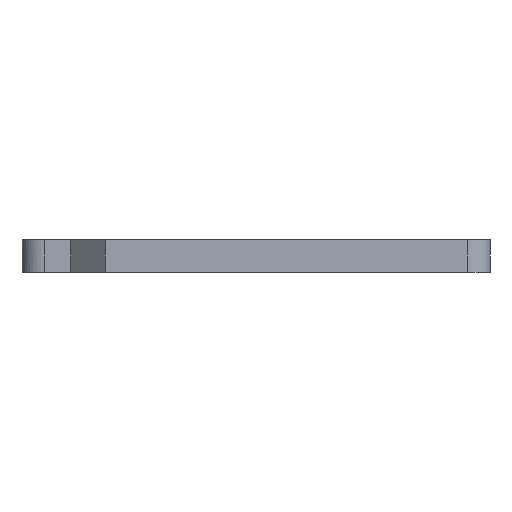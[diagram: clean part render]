
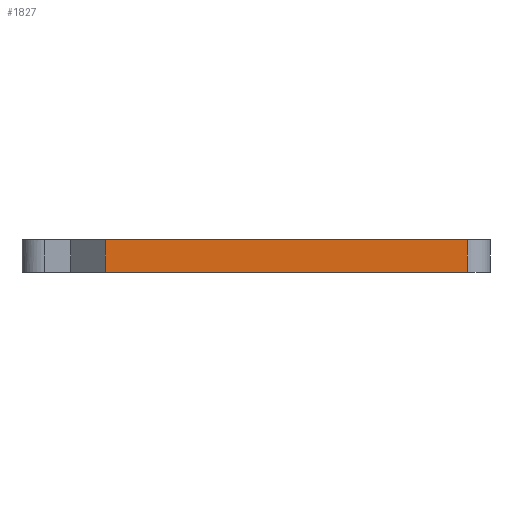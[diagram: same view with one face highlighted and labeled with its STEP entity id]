
A CAD part, front view. The second image highlights one B-rep face of the part: STEP entity #1827.
In plain terms, the highlighted planar face has unit normal (0, -1, 0).
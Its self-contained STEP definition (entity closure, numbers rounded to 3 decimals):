
#69 = CARTESIAN_POINT ( 'NONE',  ( 21.573, -42.377, 3.55 ) ) ;
#94 = ORIENTED_EDGE ( 'NONE', *, *, #3089, .T. ) ;
#153 = VERTEX_POINT ( 'NONE', #3005 ) ;
#283 = AXIS2_PLACEMENT_3D ( 'NONE', #1303, #556, #1042 ) ;
#556 = DIRECTION ( 'NONE',  ( 0., 1., 0. ) ) ;
#587 = PLANE ( 'NONE',  #283 ) ;
#631 = LINE ( 'NONE', #2152, #682 ) ;
#682 = VECTOR ( 'NONE', #1200, 1000. ) ;
#684 = LINE ( 'NONE', #1402, #3021 ) ;
#829 = LINE ( 'NONE', #1863, #1060 ) ;
#892 = DIRECTION ( 'NONE',  ( 1., 0., 0. ) ) ;
#1042 = DIRECTION ( 'NONE',  ( -1., 0., 0. ) ) ;
#1060 = VECTOR ( 'NONE', #1549, 1000. ) ;
#1200 = DIRECTION ( 'NONE',  ( 0., 0., -1. ) ) ;
#1232 = ORIENTED_EDGE ( 'NONE', *, *, #2137, .F. ) ;
#1261 = ORIENTED_EDGE ( 'NONE', *, *, #1579, .F. ) ;
#1275 = VERTEX_POINT ( 'NONE', #2440 ) ;
#1303 = CARTESIAN_POINT ( 'NONE',  ( -17.919, -42.377, 5. ) ) ;
#1402 = CARTESIAN_POINT ( 'NONE',  ( -17.919, -42.377, 3.55 ) ) ;
#1549 = DIRECTION ( 'NONE',  ( 1., 0., 0. ) ) ;
#1579 = EDGE_CURVE ( 'NONE', #153, #1912, #684, .T. ) ;
#1827 = ADVANCED_FACE ( 'NONE', ( #3031 ), #587, .F. ) ;
#1863 = CARTESIAN_POINT ( 'NONE',  ( -17.919, -42.377, 0. ) ) ;
#1912 = VERTEX_POINT ( 'NONE', #69 ) ;
#2137 = EDGE_CURVE ( 'NONE', #1912, #1275, #2290, .T. ) ;
#2152 = CARTESIAN_POINT ( 'NONE',  ( -17.919, -42.377, 5. ) ) ;
#2290 = LINE ( 'NONE', #2599, #3061 ) ;
#2440 = CARTESIAN_POINT ( 'NONE',  ( 21.573, -42.377, 0. ) ) ;
#2599 = CARTESIAN_POINT ( 'NONE',  ( 21.573, -42.377, 5. ) ) ;
#2675 = EDGE_LOOP ( 'NONE', ( #94, #2682, #1232, #1261 ) ) ;
#2682 = ORIENTED_EDGE ( 'NONE', *, *, #2946, .T. ) ;
#2786 = CARTESIAN_POINT ( 'NONE',  ( -17.919, -42.377, 0. ) ) ;
#2812 = VERTEX_POINT ( 'NONE', #2786 ) ;
#2946 = EDGE_CURVE ( 'NONE', #2812, #1275, #829, .T. ) ;
#3005 = CARTESIAN_POINT ( 'NONE',  ( -17.919, -42.377, 3.55 ) ) ;
#3021 = VECTOR ( 'NONE', #892, 1000. ) ;
#3031 = FACE_OUTER_BOUND ( 'NONE', #2675, .T. ) ;
#3061 = VECTOR ( 'NONE', #3072, 1000. ) ;
#3072 = DIRECTION ( 'NONE',  ( 0., 0., -1. ) ) ;
#3089 = EDGE_CURVE ( 'NONE', #153, #2812, #631, .T. ) ;
